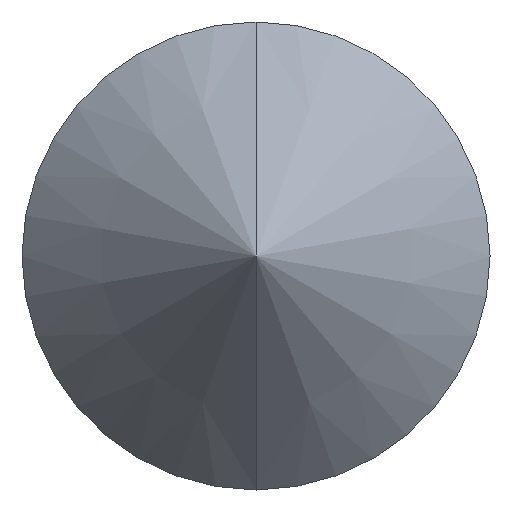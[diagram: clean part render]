
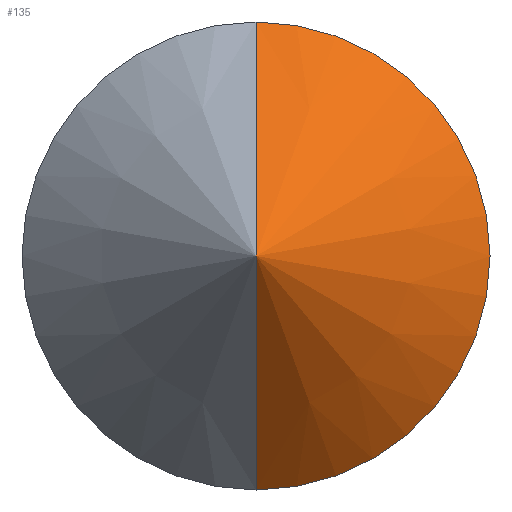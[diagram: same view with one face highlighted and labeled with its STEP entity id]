
A CAD part, front view. The second image highlights one B-rep face of the part: STEP entity #135.
In plain terms, the highlighted conical face has half-angle 45 degrees and reference radius 1000 mm.
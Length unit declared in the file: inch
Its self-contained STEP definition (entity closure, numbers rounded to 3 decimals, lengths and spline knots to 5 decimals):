
#1 = ORIENTED_EDGE ( 'NONE', *, *, #164, .T. ) ;
#10 = VERTEX_POINT ( 'NONE', #148 ) ;
#28 = LINE ( 'NONE', #258, #214 ) ;
#34 = CARTESIAN_POINT ( 'NONE',  ( 0., 0.375, -0.375 ) ) ;
#36 = VERTEX_POINT ( 'NONE', #174 ) ;
#38 = FACE_OUTER_BOUND ( 'NONE', #170, .T. ) ;
#54 = VERTEX_POINT ( 'NONE', #34 ) ;
#55 = CARTESIAN_POINT ( 'NONE',  ( 0., 0., 0. ) ) ;
#58 = CARTESIAN_POINT ( 'NONE',  ( 0., 39.37008, 0. ) ) ;
#80 = CONICAL_SURFACE ( 'NONE', #143, 39.37008, 0.785 ) ;
#81 = DIRECTION ( 'NONE',  ( 0., 0.707, -0.707 ) ) ;
#87 = CARTESIAN_POINT ( 'NONE',  ( 0., 0.375, 0. ) ) ;
#88 = DIRECTION ( 'NONE',  ( 0., -1., 0. ) ) ;
#94 = VECTOR ( 'NONE', #149, 39.37008 ) ;
#107 = DIRECTION ( 'NONE',  ( 0., 0., -1. ) ) ;
#122 = DIRECTION ( 'NONE',  ( 0., 0., 1. ) ) ;
#135 = ADVANCED_FACE ( 'NONE', ( #38 ), #80, .T. ) ;
#143 = AXIS2_PLACEMENT_3D ( 'NONE', #58, #169, #122 ) ;
#148 = CARTESIAN_POINT ( 'NONE',  ( 0., 0., 0. ) ) ;
#149 = DIRECTION ( 'NONE',  ( 0., 0.707, 0.707 ) ) ;
#155 = LINE ( 'NONE', #55, #94 ) ;
#164 = EDGE_CURVE ( 'NONE', #10, #54, #28, .T. ) ;
#169 = DIRECTION ( 'NONE',  ( 0., 1., 0. ) ) ;
#170 = EDGE_LOOP ( 'NONE', ( #265, #1, #262 ) ) ;
#174 = CARTESIAN_POINT ( 'NONE',  ( 0., 0.375, 0.375 ) ) ;
#179 = CIRCLE ( 'NONE', #221, 0.375 ) ;
#198 = EDGE_CURVE ( 'NONE', #54, #36, #179, .T. ) ;
#203 = EDGE_CURVE ( 'NONE', #10, #36, #155, .T. ) ;
#214 = VECTOR ( 'NONE', #81, 39.37008 ) ;
#221 = AXIS2_PLACEMENT_3D ( 'NONE', #87, #88, #107 ) ;
#258 = CARTESIAN_POINT ( 'NONE',  ( 0., 0., 0. ) ) ;
#262 = ORIENTED_EDGE ( 'NONE', *, *, #198, .T. ) ;
#265 = ORIENTED_EDGE ( 'NONE', *, *, #203, .F. ) ;
